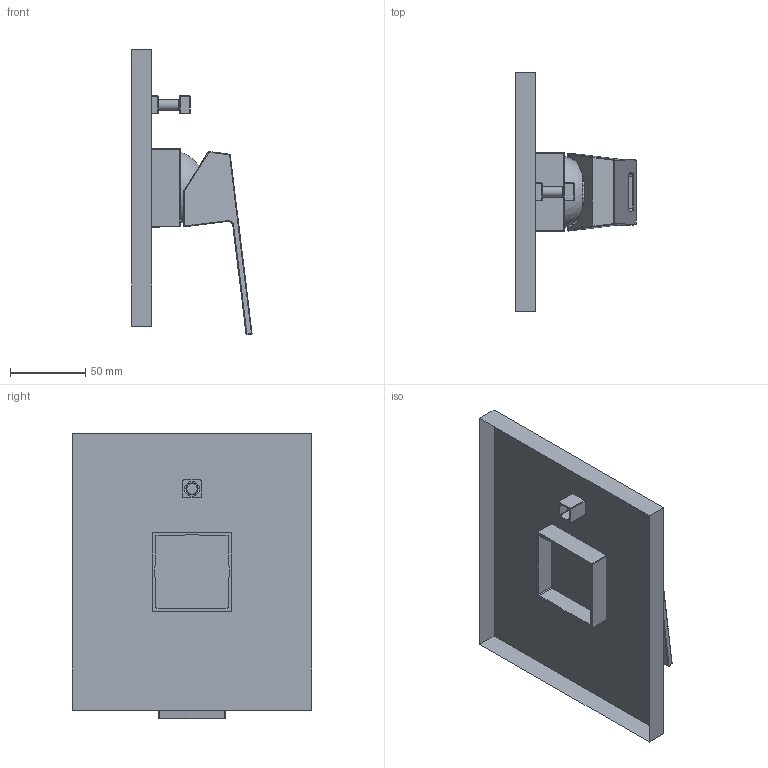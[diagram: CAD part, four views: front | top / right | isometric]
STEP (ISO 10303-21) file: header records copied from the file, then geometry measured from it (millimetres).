
FILE_DESCRIPTION(/* description */ ('Unknown'),/* implementation_level */ '2;1');
FILE_NAME(/* name */ '19896000',/* time_stamp */ '2022-09-07T10:38:16+02:00',/* author */ ('Unknown'),/* organization */ ('GROHE AG'),/* preprocessor_version */ 'ST-DEVELOPER v16.7',/* originating_system */ 'DEX',/* authorisation */ $);
FILE_SCHEMA (('AUTOMOTIVE_DESIGN {1 0 10303 214 3 1 1}'));
Length unit declared in the file: millimetre
Products named in the file (4): 19896000; id11; 1; skin#141
Assembly tree (3 placements, depth 2):
  19896000
    id11
    1
    skin#141
Bounding box: 79.85 x 159 x 189.76 mm (x, y, z)
Volume: 0 mm3; surface area: 117208.8 mm2
Topology: 4 solids, 9 shells, 173 faces, 456 edges, 276 vertices
Faces by surface type: cylinder 74, plane 56, sphere 23, bspline 15, torus 4, cone 1
Full cylindrical faces by diameter (mm): 6.5 x1, 7 x1
Entity records: 6426 total; most frequent: CARTESIAN_POINT 1446, DIRECTION 887, ORIENTED_EDGE 782, EDGE_CURVE 432, AXIS2_PLACEMENT_3D 338, VERTEX_POINT 273, LINE 211, VECTOR 211
